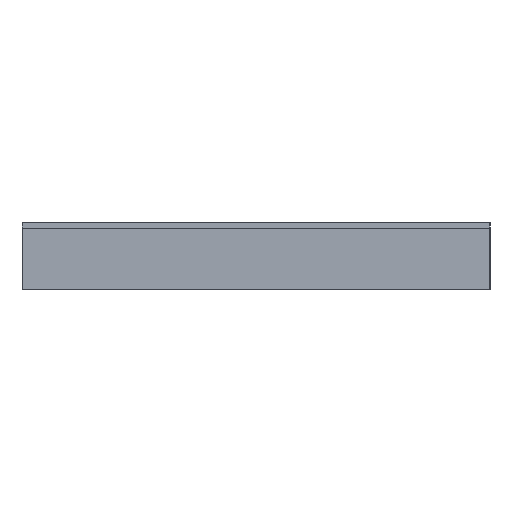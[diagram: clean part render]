
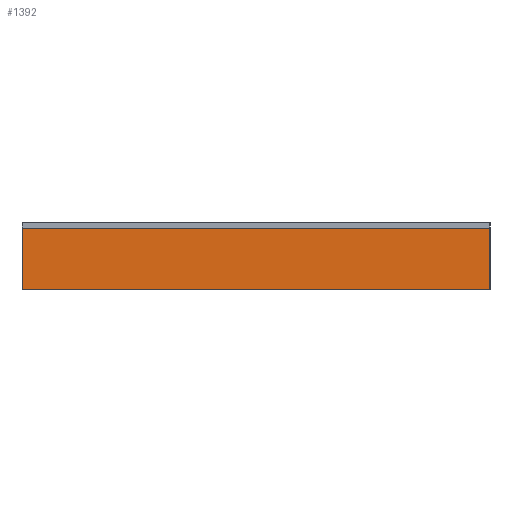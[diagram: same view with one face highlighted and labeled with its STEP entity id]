
A CAD part, left-side view. The second image highlights one B-rep face of the part: STEP entity #1392.
In plain terms, the highlighted planar face has unit normal (-1, 0, 0).
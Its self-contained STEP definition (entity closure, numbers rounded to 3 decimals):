
#247 = VERTEX_POINT('',#248);
#248 = CARTESIAN_POINT('',(-14.55,-4.6,0.));
#262 = PLANE('',#263);
#263 = AXIS2_PLACEMENT_3D('',#264,#265,#266);
#264 = CARTESIAN_POINT('',(-14.55,-4.6,0.));
#265 = DIRECTION('',(-1.,0.,0.));
#266 = DIRECTION('',(0.,1.,0.));
#288 = PLANE('',#289);
#289 = AXIS2_PLACEMENT_3D('',#290,#291,#292);
#290 = CARTESIAN_POINT('',(-14.55,-4.6,0.));
#291 = DIRECTION('',(0.,-1.,0.));
#292 = DIRECTION('',(1.,0.,0.));
#342 = PLANE('',#343);
#343 = AXIS2_PLACEMENT_3D('',#344,#345,#346);
#344 = CARTESIAN_POINT('',(0.,0.,-1.2));
#345 = DIRECTION('',(0.,0.,-1.));
#346 = DIRECTION('',(0.,-1.,0.));
#370 = PLANE('',#371);
#371 = AXIS2_PLACEMENT_3D('',#372,#373,#374);
#372 = CARTESIAN_POINT('',(14.55,4.6,0.));
#373 = DIRECTION('',(0.,1.,0.));
#374 = DIRECTION('',(-1.,0.,0.));
#977 = VERTEX_POINT('',#978);
#978 = CARTESIAN_POINT('',(-14.55,4.6,0.));
#999 = EDGE_CURVE('',#247,#977,#1000,.T.);
#1000 = SURFACE_CURVE('',#1001,(#1005,#1012),.PCURVE_S1.);
#1001 = LINE('',#1002,#1003);
#1002 = CARTESIAN_POINT('',(-14.55,-4.6,0.));
#1003 = VECTOR('',#1004,1.);
#1004 = DIRECTION('',(0.,1.,0.));
#1005 = PCURVE('',#262,#1006);
#1006 = DEFINITIONAL_REPRESENTATION('',(#1007),#1011);
#1007 = LINE('',#1008,#1009);
#1008 = CARTESIAN_POINT('',(0.,0.));
#1009 = VECTOR('',#1010,1.);
#1010 = DIRECTION('',(1.,0.));
#1011 = ( GEOMETRIC_REPRESENTATION_CONTEXT(2) 
PARAMETRIC_REPRESENTATION_CONTEXT() REPRESENTATION_CONTEXT('2D SPACE',''
  ) );
#1012 = PCURVE('',#1013,#1018);
#1013 = PLANE('',#1014);
#1014 = AXIS2_PLACEMENT_3D('',#1015,#1016,#1017);
#1015 = CARTESIAN_POINT('',(-14.55,4.6,0.));
#1016 = DIRECTION('',(-1.,0.,-0.));
#1017 = DIRECTION('',(0.,-1.,0.));
#1018 = DEFINITIONAL_REPRESENTATION('',(#1019),#1023);
#1019 = LINE('',#1020,#1021);
#1020 = CARTESIAN_POINT('',(9.2,0.));
#1021 = VECTOR('',#1022,1.);
#1022 = DIRECTION('',(-1.,0.));
#1023 = ( GEOMETRIC_REPRESENTATION_CONTEXT(2) 
PARAMETRIC_REPRESENTATION_CONTEXT() REPRESENTATION_CONTEXT('2D SPACE',''
  ) );
#1028 = EDGE_CURVE('',#247,#1029,#1031,.T.);
#1029 = VERTEX_POINT('',#1030);
#1030 = CARTESIAN_POINT('',(-14.55,-4.6,-1.2));
#1031 = SURFACE_CURVE('',#1032,(#1036,#1043),.PCURVE_S1.);
#1032 = LINE('',#1033,#1034);
#1033 = CARTESIAN_POINT('',(-14.55,-4.6,0.));
#1034 = VECTOR('',#1035,1.);
#1035 = DIRECTION('',(0.,0.,-1.));
#1036 = PCURVE('',#288,#1037);
#1037 = DEFINITIONAL_REPRESENTATION('',(#1038),#1042);
#1038 = LINE('',#1039,#1040);
#1039 = CARTESIAN_POINT('',(0.,0.));
#1040 = VECTOR('',#1041,1.);
#1041 = DIRECTION('',(0.,-1.));
#1042 = ( GEOMETRIC_REPRESENTATION_CONTEXT(2) 
PARAMETRIC_REPRESENTATION_CONTEXT() REPRESENTATION_CONTEXT('2D SPACE',''
  ) );
#1043 = PCURVE('',#1013,#1044);
#1044 = DEFINITIONAL_REPRESENTATION('',(#1045),#1049);
#1045 = LINE('',#1046,#1047);
#1046 = CARTESIAN_POINT('',(9.2,0.));
#1047 = VECTOR('',#1048,1.);
#1048 = DIRECTION('',(0.,-1.));
#1049 = ( GEOMETRIC_REPRESENTATION_CONTEXT(2) 
PARAMETRIC_REPRESENTATION_CONTEXT() REPRESENTATION_CONTEXT('2D SPACE',''
  ) );
#1079 = VERTEX_POINT('',#1080);
#1080 = CARTESIAN_POINT('',(-14.55,4.6,-1.2));
#1101 = EDGE_CURVE('',#977,#1079,#1102,.T.);
#1102 = SURFACE_CURVE('',#1103,(#1107,#1114),.PCURVE_S1.);
#1103 = LINE('',#1104,#1105);
#1104 = CARTESIAN_POINT('',(-14.55,4.6,0.));
#1105 = VECTOR('',#1106,1.);
#1106 = DIRECTION('',(0.,0.,-1.));
#1107 = PCURVE('',#370,#1108);
#1108 = DEFINITIONAL_REPRESENTATION('',(#1109),#1113);
#1109 = LINE('',#1110,#1111);
#1110 = CARTESIAN_POINT('',(29.1,0.));
#1111 = VECTOR('',#1112,1.);
#1112 = DIRECTION('',(0.,-1.));
#1113 = ( GEOMETRIC_REPRESENTATION_CONTEXT(2) 
PARAMETRIC_REPRESENTATION_CONTEXT() REPRESENTATION_CONTEXT('2D SPACE',''
  ) );
#1114 = PCURVE('',#1013,#1115);
#1115 = DEFINITIONAL_REPRESENTATION('',(#1116),#1120);
#1116 = LINE('',#1117,#1118);
#1117 = CARTESIAN_POINT('',(0.,0.));
#1118 = VECTOR('',#1119,1.);
#1119 = DIRECTION('',(0.,-1.));
#1120 = ( GEOMETRIC_REPRESENTATION_CONTEXT(2) 
PARAMETRIC_REPRESENTATION_CONTEXT() REPRESENTATION_CONTEXT('2D SPACE',''
  ) );
#1196 = EDGE_CURVE('',#1079,#1029,#1197,.T.);
#1197 = SURFACE_CURVE('',#1198,(#1202,#1209),.PCURVE_S1.);
#1198 = LINE('',#1199,#1200);
#1199 = CARTESIAN_POINT('',(-14.55,4.6,-1.2));
#1200 = VECTOR('',#1201,1.);
#1201 = DIRECTION('',(0.,-1.,0.));
#1202 = PCURVE('',#342,#1203);
#1203 = DEFINITIONAL_REPRESENTATION('',(#1204),#1208);
#1204 = LINE('',#1205,#1206);
#1205 = CARTESIAN_POINT('',(-4.6,14.55));
#1206 = VECTOR('',#1207,1.);
#1207 = DIRECTION('',(1.,0.));
#1208 = ( GEOMETRIC_REPRESENTATION_CONTEXT(2) 
PARAMETRIC_REPRESENTATION_CONTEXT() REPRESENTATION_CONTEXT('2D SPACE',''
  ) );
#1209 = PCURVE('',#1013,#1210);
#1210 = DEFINITIONAL_REPRESENTATION('',(#1211),#1215);
#1211 = LINE('',#1212,#1213);
#1212 = CARTESIAN_POINT('',(0.,-1.2));
#1213 = VECTOR('',#1214,1.);
#1214 = DIRECTION('',(1.,0.));
#1215 = ( GEOMETRIC_REPRESENTATION_CONTEXT(2) 
PARAMETRIC_REPRESENTATION_CONTEXT() REPRESENTATION_CONTEXT('2D SPACE',''
  ) );
#1392 = ADVANCED_FACE('',(#1393),#1013,.T.);
#1393 = FACE_BOUND('',#1394,.T.);
#1394 = EDGE_LOOP('',(#1395,#1396,#1397,#1398));
#1395 = ORIENTED_EDGE('',*,*,#1101,.T.);
#1396 = ORIENTED_EDGE('',*,*,#1196,.T.);
#1397 = ORIENTED_EDGE('',*,*,#1028,.F.);
#1398 = ORIENTED_EDGE('',*,*,#999,.T.);
